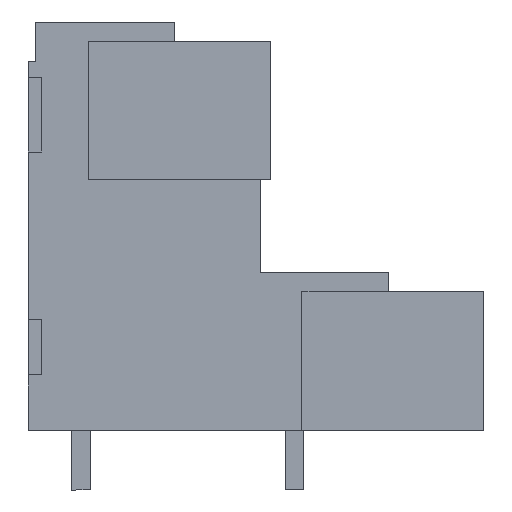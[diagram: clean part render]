
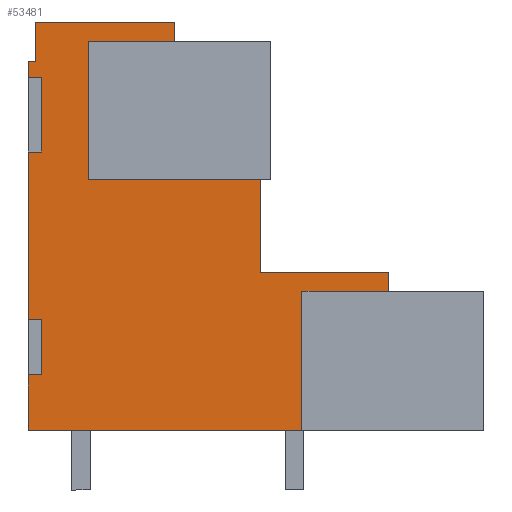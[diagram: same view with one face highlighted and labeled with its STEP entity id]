
A CAD part, left-side view. The second image highlights one B-rep face of the part: STEP entity #53481.
In plain terms, the highlighted planar face has unit normal (-1, 0, 0).
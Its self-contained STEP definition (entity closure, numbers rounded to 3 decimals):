
#53400=AXIS2_PLACEMENT_3D('Plane Axis2P3D',#53397,#53398,#53399) ;
#303=CARTESIAN_POINT('Vertex',(0.7,24.55,23.09)) ;
#1547=CARTESIAN_POINT('Vertex',(0.7,24.55,9.2)) ;
#1550=CARTESIAN_POINT('Line Origine',(0.7,24.55,13.7)) ;
#1554=CARTESIAN_POINT('Vertex',(0.7,24.55,18.2)) ;
#1575=CARTESIAN_POINT('Vertex',(0.7,24.55,22.2)) ;
#1578=CARTESIAN_POINT('Line Origine',(0.7,24.55,22.645)) ;
#2528=CARTESIAN_POINT('Line Origine',(0.7,24.35,23.09)) ;
#2532=CARTESIAN_POINT('Vertex',(0.7,24.15,23.09)) ;
#3249=CARTESIAN_POINT('Vertex',(0.7,16.65,25.2)) ;
#3865=CARTESIAN_POINT('Vertex',(0.7,24.15,25.2)) ;
#3868=CARTESIAN_POINT('Line Origine',(0.7,20.4,25.2)) ;
#3977=CARTESIAN_POINT('Vertex',(0.7,16.65,24.175)) ;
#3980=CARTESIAN_POINT('Line Origine',(0.7,16.65,24.687)) ;
#4046=CARTESIAN_POINT('Line Origine',(0.7,18.975,24.175)) ;
#4050=CARTESIAN_POINT('Vertex',(0.7,21.3,24.175)) ;
#4785=CARTESIAN_POINT('Vertex',(0.7,12.05,16.725)) ;
#4813=CARTESIAN_POINT('Vertex',(0.7,21.3,16.725)) ;
#4816=CARTESIAN_POINT('Line Origine',(0.7,16.675,16.725)) ;
#4841=CARTESIAN_POINT('Vertex',(0.7,12.05,11.7)) ;
#4844=CARTESIAN_POINT('Line Origine',(0.7,12.05,14.212)) ;
#4865=CARTESIAN_POINT('Vertex',(0.7,5.15,11.7)) ;
#4868=CARTESIAN_POINT('Line Origine',(0.7,8.6,11.7)) ;
#4889=CARTESIAN_POINT('Vertex',(0.7,5.15,10.7)) ;
#4892=CARTESIAN_POINT('Line Origine',(0.7,5.15,11.2)) ;
#4958=CARTESIAN_POINT('Line Origine',(0.7,7.475,10.7)) ;
#4962=CARTESIAN_POINT('Vertex',(0.7,9.8,10.7)) ;
#5767=CARTESIAN_POINT('Vertex',(0.7,9.8,3.2)) ;
#5770=CARTESIAN_POINT('Line Origine',(0.7,17.175,3.2)) ;
#5774=CARTESIAN_POINT('Vertex',(0.7,24.55,3.2)) ;
#53385=CARTESIAN_POINT('Line Origine',(0.7,21.3,20.45)) ;
#53397=CARTESIAN_POINT('Axis2P3D Location',(0.7,24.15,3.2)) ;
#53402=CARTESIAN_POINT('Line Origine',(0.7,24.2,9.2)) ;
#53406=CARTESIAN_POINT('Vertex',(0.7,23.85,9.2)) ;
#53409=CARTESIAN_POINT('Line Origine',(0.7,23.85,7.7)) ;
#53413=CARTESIAN_POINT('Vertex',(0.7,23.85,6.2)) ;
#53416=CARTESIAN_POINT('Line Origine',(0.7,24.2,6.2)) ;
#53420=CARTESIAN_POINT('Vertex',(0.7,24.55,6.2)) ;
#53423=CARTESIAN_POINT('Line Origine',(0.7,24.55,4.7)) ;
#53428=CARTESIAN_POINT('Line Origine',(0.7,9.8,6.95)) ;
#53433=CARTESIAN_POINT('Line Origine',(0.7,24.15,24.145)) ;
#53438=CARTESIAN_POINT('Line Origine',(0.7,24.2,22.2)) ;
#53442=CARTESIAN_POINT('Vertex',(0.7,23.85,22.2)) ;
#53445=CARTESIAN_POINT('Line Origine',(0.7,23.85,20.2)) ;
#53449=CARTESIAN_POINT('Vertex',(0.7,23.85,18.2)) ;
#53452=CARTESIAN_POINT('Line Origine',(0.7,24.2,18.2)) ;
#1551=DIRECTION('Vector Direction',(0.,0.,-1.)) ;
#1579=DIRECTION('Vector Direction',(0.,0.,-1.)) ;
#2529=DIRECTION('Vector Direction',(0.,-1.,0.)) ;
#3869=DIRECTION('Vector Direction',(0.,-1.,0.)) ;
#3981=DIRECTION('Vector Direction',(0.,0.,1.)) ;
#4047=DIRECTION('Vector Direction',(0.,1.,0.)) ;
#4817=DIRECTION('Vector Direction',(0.,1.,0.)) ;
#4845=DIRECTION('Vector Direction',(0.,0.,1.)) ;
#4869=DIRECTION('Vector Direction',(0.,1.,0.)) ;
#4893=DIRECTION('Vector Direction',(0.,0.,1.)) ;
#4959=DIRECTION('Vector Direction',(0.,1.,0.)) ;
#5771=DIRECTION('Vector Direction',(0.,-1.,0.)) ;
#53386=DIRECTION('Vector Direction',(0.,0.,-1.)) ;
#53398=DIRECTION('Axis2P3D Direction',(-1.,0.,0.)) ;
#53399=DIRECTION('Axis2P3D XDirection',(0.,1.,0.)) ;
#53403=DIRECTION('Vector Direction',(0.,-1.,0.)) ;
#53410=DIRECTION('Vector Direction',(0.,0.,1.)) ;
#53417=DIRECTION('Vector Direction',(0.,-1.,0.)) ;
#53424=DIRECTION('Vector Direction',(0.,0.,-1.)) ;
#53429=DIRECTION('Vector Direction',(0.,0.,-1.)) ;
#53434=DIRECTION('Vector Direction',(0.,0.,1.)) ;
#53439=DIRECTION('Vector Direction',(0.,-1.,0.)) ;
#53446=DIRECTION('Vector Direction',(0.,0.,1.)) ;
#53453=DIRECTION('Vector Direction',(0.,-1.,0.)) ;
#1552=VECTOR('Line Direction',#1551,1.) ;
#1580=VECTOR('Line Direction',#1579,1.) ;
#2530=VECTOR('Line Direction',#2529,1.) ;
#3870=VECTOR('Line Direction',#3869,1.) ;
#3982=VECTOR('Line Direction',#3981,1.) ;
#4048=VECTOR('Line Direction',#4047,1.) ;
#4818=VECTOR('Line Direction',#4817,1.) ;
#4846=VECTOR('Line Direction',#4845,1.) ;
#4870=VECTOR('Line Direction',#4869,1.) ;
#4894=VECTOR('Line Direction',#4893,1.) ;
#4960=VECTOR('Line Direction',#4959,1.) ;
#5772=VECTOR('Line Direction',#5771,1.) ;
#53387=VECTOR('Line Direction',#53386,1.) ;
#53404=VECTOR('Line Direction',#53403,1.) ;
#53411=VECTOR('Line Direction',#53410,1.) ;
#53418=VECTOR('Line Direction',#53417,1.) ;
#53425=VECTOR('Line Direction',#53424,1.) ;
#53430=VECTOR('Line Direction',#53429,1.) ;
#53435=VECTOR('Line Direction',#53434,1.) ;
#53440=VECTOR('Line Direction',#53439,1.) ;
#53447=VECTOR('Line Direction',#53446,1.) ;
#53454=VECTOR('Line Direction',#53453,1.) ;
#53458=ORIENTED_EDGE('',*,*,#1556,.T.) ;
#53459=ORIENTED_EDGE('',*,*,#53408,.T.) ;
#53460=ORIENTED_EDGE('',*,*,#53415,.F.) ;
#53461=ORIENTED_EDGE('',*,*,#53422,.F.) ;
#53462=ORIENTED_EDGE('',*,*,#53427,.T.) ;
#53463=ORIENTED_EDGE('',*,*,#5776,.T.) ;
#53464=ORIENTED_EDGE('',*,*,#53432,.F.) ;
#53465=ORIENTED_EDGE('',*,*,#4964,.F.) ;
#53466=ORIENTED_EDGE('',*,*,#4896,.T.) ;
#53467=ORIENTED_EDGE('',*,*,#4872,.T.) ;
#53468=ORIENTED_EDGE('',*,*,#4848,.T.) ;
#53469=ORIENTED_EDGE('',*,*,#4820,.T.) ;
#53470=ORIENTED_EDGE('',*,*,#53389,.F.) ;
#53471=ORIENTED_EDGE('',*,*,#4052,.F.) ;
#53472=ORIENTED_EDGE('',*,*,#3984,.T.) ;
#53473=ORIENTED_EDGE('',*,*,#3872,.F.) ;
#53474=ORIENTED_EDGE('',*,*,#53437,.F.) ;
#53475=ORIENTED_EDGE('',*,*,#2534,.F.) ;
#53476=ORIENTED_EDGE('',*,*,#1582,.T.) ;
#53477=ORIENTED_EDGE('',*,*,#53444,.T.) ;
#53478=ORIENTED_EDGE('',*,*,#53451,.F.) ;
#53479=ORIENTED_EDGE('',*,*,#53456,.F.) ;
#53481=ADVANCED_FACE('HOUSING',(#53480),#53401,.T.) ;
#1556=EDGE_CURVE('',#1555,#1548,#1553,.T.) ;
#1582=EDGE_CURVE('',#304,#1576,#1581,.T.) ;
#2534=EDGE_CURVE('',#304,#2533,#2531,.T.) ;
#3872=EDGE_CURVE('',#3866,#3250,#3871,.T.) ;
#3984=EDGE_CURVE('',#3978,#3250,#3983,.T.) ;
#4052=EDGE_CURVE('',#3978,#4051,#4049,.T.) ;
#4820=EDGE_CURVE('',#4786,#4814,#4819,.T.) ;
#4848=EDGE_CURVE('',#4842,#4786,#4847,.T.) ;
#4872=EDGE_CURVE('',#4866,#4842,#4871,.T.) ;
#4896=EDGE_CURVE('',#4890,#4866,#4895,.T.) ;
#4964=EDGE_CURVE('',#4890,#4963,#4961,.T.) ;
#5776=EDGE_CURVE('',#5775,#5768,#5773,.T.) ;
#53389=EDGE_CURVE('',#4051,#4814,#53388,.T.) ;
#53408=EDGE_CURVE('',#1548,#53407,#53405,.T.) ;
#53415=EDGE_CURVE('',#53414,#53407,#53412,.T.) ;
#53422=EDGE_CURVE('',#53421,#53414,#53419,.T.) ;
#53427=EDGE_CURVE('',#53421,#5775,#53426,.T.) ;
#53432=EDGE_CURVE('',#4963,#5768,#53431,.T.) ;
#53437=EDGE_CURVE('',#2533,#3866,#53436,.T.) ;
#53444=EDGE_CURVE('',#1576,#53443,#53441,.T.) ;
#53451=EDGE_CURVE('',#53450,#53443,#53448,.T.) ;
#53456=EDGE_CURVE('',#1555,#53450,#53455,.T.) ;
#53457=EDGE_LOOP('',(#53458,#53459,#53460,#53461,#53462,#53463,#53464,#53465,#53466,#53467,#53468,#53469,#53470,#53471,#53472,#53473,#53474,#53475,#53476,#53477,#53478,#53479)) ;
#53480=FACE_OUTER_BOUND('',#53457,.T.) ;
#1553=LINE('Line',#1550,#1552) ;
#1581=LINE('Line',#1578,#1580) ;
#2531=LINE('Line',#2528,#2530) ;
#3871=LINE('Line',#3868,#3870) ;
#3983=LINE('Line',#3980,#3982) ;
#4049=LINE('Line',#4046,#4048) ;
#4819=LINE('Line',#4816,#4818) ;
#4847=LINE('Line',#4844,#4846) ;
#4871=LINE('Line',#4868,#4870) ;
#4895=LINE('Line',#4892,#4894) ;
#4961=LINE('Line',#4958,#4960) ;
#5773=LINE('Line',#5770,#5772) ;
#53388=LINE('Line',#53385,#53387) ;
#53405=LINE('Line',#53402,#53404) ;
#53412=LINE('Line',#53409,#53411) ;
#53419=LINE('Line',#53416,#53418) ;
#53426=LINE('Line',#53423,#53425) ;
#53431=LINE('Line',#53428,#53430) ;
#53436=LINE('Line',#53433,#53435) ;
#53441=LINE('Line',#53438,#53440) ;
#53448=LINE('Line',#53445,#53447) ;
#53455=LINE('Line',#53452,#53454) ;
#53401=PLANE('',#53400) ;
#304=VERTEX_POINT('',#303) ;
#1548=VERTEX_POINT('',#1547) ;
#1555=VERTEX_POINT('',#1554) ;
#1576=VERTEX_POINT('',#1575) ;
#2533=VERTEX_POINT('',#2532) ;
#3250=VERTEX_POINT('',#3249) ;
#3866=VERTEX_POINT('',#3865) ;
#3978=VERTEX_POINT('',#3977) ;
#4051=VERTEX_POINT('',#4050) ;
#4786=VERTEX_POINT('',#4785) ;
#4814=VERTEX_POINT('',#4813) ;
#4842=VERTEX_POINT('',#4841) ;
#4866=VERTEX_POINT('',#4865) ;
#4890=VERTEX_POINT('',#4889) ;
#4963=VERTEX_POINT('',#4962) ;
#5768=VERTEX_POINT('',#5767) ;
#5775=VERTEX_POINT('',#5774) ;
#53407=VERTEX_POINT('',#53406) ;
#53414=VERTEX_POINT('',#53413) ;
#53421=VERTEX_POINT('',#53420) ;
#53443=VERTEX_POINT('',#53442) ;
#53450=VERTEX_POINT('',#53449) ;
